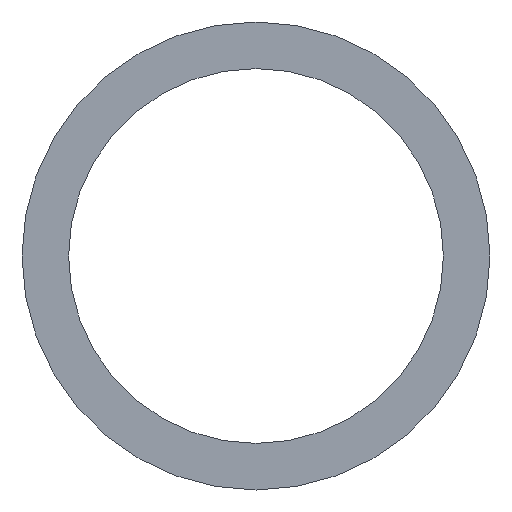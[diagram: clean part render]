
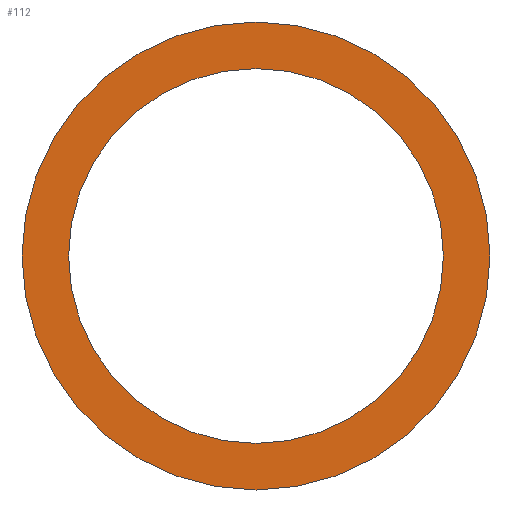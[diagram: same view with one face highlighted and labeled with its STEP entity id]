
A CAD part, front view. The second image highlights one B-rep face of the part: STEP entity #112.
In plain terms, the highlighted planar face has unit normal (0, -1, 0).
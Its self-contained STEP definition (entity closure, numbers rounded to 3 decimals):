
#11 = CARTESIAN_POINT ( 'NONE',  ( -5395.158, -490.5, -125. ) ) ;
#12 = AXIS2_PLACEMENT_3D ( 'NONE', #16, #85, #200 ) ;
#16 = CARTESIAN_POINT ( 'NONE',  ( -5395.158, -490.5, -125. ) ) ;
#28 = VERTEX_POINT ( 'NONE', #30 ) ;
#30 = CARTESIAN_POINT ( 'NONE',  ( -5395.158, -490.5, -74.75 ) ) ;
#34 = CARTESIAN_POINT ( 'NONE',  ( -5395.158, -490.5, -125. ) ) ;
#36 = CIRCLE ( 'NONE', #176, 50.25 ) ;
#49 = AXIS2_PLACEMENT_3D ( 'NONE', #11, #158, #241 ) ;
#55 = PLANE ( 'NONE',  #223 ) ;
#61 = CIRCLE ( 'NONE', #12, 50.25 ) ;
#69 = DIRECTION ( 'NONE',  ( 0., 1., 0. ) ) ;
#70 = CARTESIAN_POINT ( 'NONE',  ( -5395.158, -490.5, -125. ) ) ;
#80 = EDGE_LOOP ( 'NONE', ( #208, #174 ) ) ;
#85 = DIRECTION ( 'NONE',  ( 0., 1., 0. ) ) ;
#99 = EDGE_LOOP ( 'NONE', ( #116, #191 ) ) ;
#103 = CARTESIAN_POINT ( 'NONE',  ( -5395.158, -490.5, -125. ) ) ;
#105 = FACE_OUTER_BOUND ( 'NONE', #80, .T. ) ;
#108 = CIRCLE ( 'NONE', #49, 40.25 ) ;
#112 = ADVANCED_FACE ( 'NONE', ( #105, #175 ), #55, .T. ) ;
#114 = VERTEX_POINT ( 'NONE', #238 ) ;
#116 = ORIENTED_EDGE ( 'NONE', *, *, #229, .T. ) ;
#123 = DIRECTION ( 'NONE',  ( 0., 0., -1. ) ) ;
#129 = AXIS2_PLACEMENT_3D ( 'NONE', #34, #69, #219 ) ;
#133 = VERTEX_POINT ( 'NONE', #181 ) ;
#140 = DIRECTION ( 'NONE',  ( 0., 1., 0. ) ) ;
#158 = DIRECTION ( 'NONE',  ( 0., 1., 0. ) ) ;
#160 = DIRECTION ( 'NONE',  ( 0., -1., 0. ) ) ;
#172 = VERTEX_POINT ( 'NONE', #196 ) ;
#174 = ORIENTED_EDGE ( 'NONE', *, *, #234, .F. ) ;
#175 = FACE_BOUND ( 'NONE', #99, .T. ) ;
#176 = AXIS2_PLACEMENT_3D ( 'NONE', #103, #140, #123 ) ;
#181 = CARTESIAN_POINT ( 'NONE',  ( -5395.158, -490.5, -165.25 ) ) ;
#184 = EDGE_CURVE ( 'NONE', #172, #28, #61, .T. ) ;
#191 = ORIENTED_EDGE ( 'NONE', *, *, #244, .T. ) ;
#196 = CARTESIAN_POINT ( 'NONE',  ( -5395.158, -490.5, -175.25 ) ) ;
#200 = DIRECTION ( 'NONE',  ( 0., 0., -1. ) ) ;
#208 = ORIENTED_EDGE ( 'NONE', *, *, #184, .F. ) ;
#209 = CIRCLE ( 'NONE', #129, 40.25 ) ;
#219 = DIRECTION ( 'NONE',  ( 0., 0., -1. ) ) ;
#223 = AXIS2_PLACEMENT_3D ( 'NONE', #70, #160, #239 ) ;
#229 = EDGE_CURVE ( 'NONE', #133, #114, #108, .T. ) ;
#234 = EDGE_CURVE ( 'NONE', #28, #172, #36, .T. ) ;
#238 = CARTESIAN_POINT ( 'NONE',  ( -5395.158, -490.5, -84.75 ) ) ;
#239 = DIRECTION ( 'NONE',  ( 0.725, 0., -0.689 ) ) ;
#241 = DIRECTION ( 'NONE',  ( 0., 0., -1. ) ) ;
#244 = EDGE_CURVE ( 'NONE', #114, #133, #209, .T. ) ;
